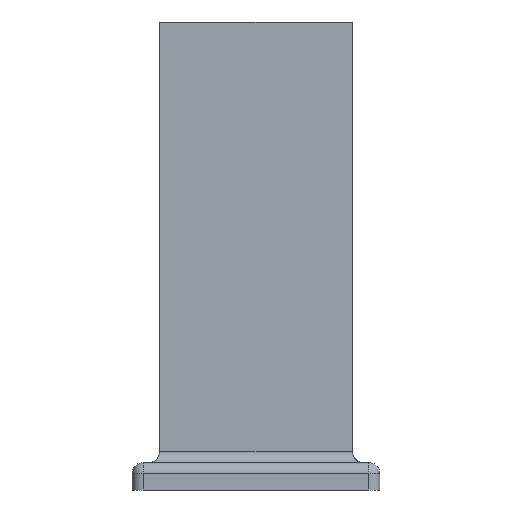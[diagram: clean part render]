
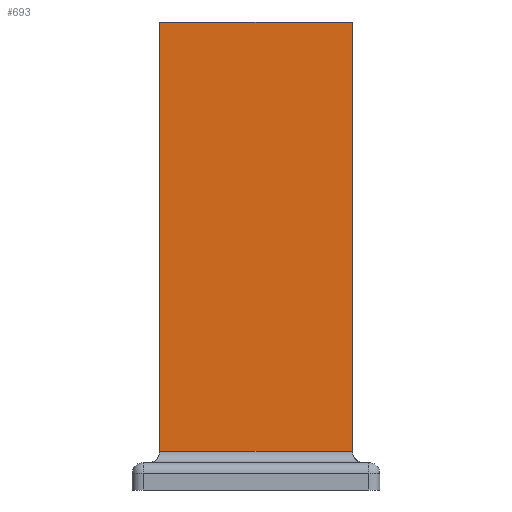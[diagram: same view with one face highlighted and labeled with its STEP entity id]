
A CAD part, left-side view. The second image highlights one B-rep face of the part: STEP entity #693.
In plain terms, the highlighted planar face has unit normal (-1, 0, 0).
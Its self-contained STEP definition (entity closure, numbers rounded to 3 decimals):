
#104=FACE_OUTER_BOUND('',#150,.T.);
#150=EDGE_LOOP('',(#587,#588,#589,#590));
#177=LINE('',#1026,#243);
#182=LINE('',#1036,#248);
#196=LINE('',#1067,#262);
#221=LINE('',#1155,#287);
#243=VECTOR('',#811,10.);
#248=VECTOR('',#820,10.);
#262=VECTOR('',#846,10.);
#287=VECTOR('',#943,10.);
#306=VERTEX_POINT('',#1023);
#307=VERTEX_POINT('',#1025);
#310=VERTEX_POINT('',#1035);
#320=VERTEX_POINT('',#1060);
#367=EDGE_CURVE('',#306,#307,#177,.T.);
#372=EDGE_CURVE('',#307,#310,#182,.T.);
#388=EDGE_CURVE('',#320,#310,#196,.T.);
#433=EDGE_CURVE('',#320,#306,#221,.T.);
#587=ORIENTED_EDGE('',*,*,#433,.F.);
#588=ORIENTED_EDGE('',*,*,#388,.T.);
#589=ORIENTED_EDGE('',*,*,#372,.F.);
#590=ORIENTED_EDGE('',*,*,#367,.F.);
#658=PLANE('',#772);
#693=ADVANCED_FACE('',(#104),#658,.T.);
#772=AXIS2_PLACEMENT_3D('',#1162,#955,#956);
#811=DIRECTION('',(0.,0.,1.));
#820=DIRECTION('',(0.,-1.,0.));
#846=DIRECTION('',(0.,0.,1.));
#943=DIRECTION('',(0.,1.,0.));
#955=DIRECTION('center_axis',(-1.,0.,0.));
#956=DIRECTION('ref_axis',(0.,-1.,0.));
#1023=CARTESIAN_POINT('',(-79.,40.,7.));
#1025=CARTESIAN_POINT('',(-79.,40.,85.));
#1026=CARTESIAN_POINT('',(-79.,40.,5.));
#1035=CARTESIAN_POINT('',(-79.,5.,85.));
#1036=CARTESIAN_POINT('',(-79.,5.,85.));
#1060=CARTESIAN_POINT('',(-79.,5.,7.));
#1067=CARTESIAN_POINT('',(-79.,5.,5.));
#1155=CARTESIAN_POINT('',(-79.,31.25,7.));
#1162=CARTESIAN_POINT('Origin',(-79.,40.,5.));
